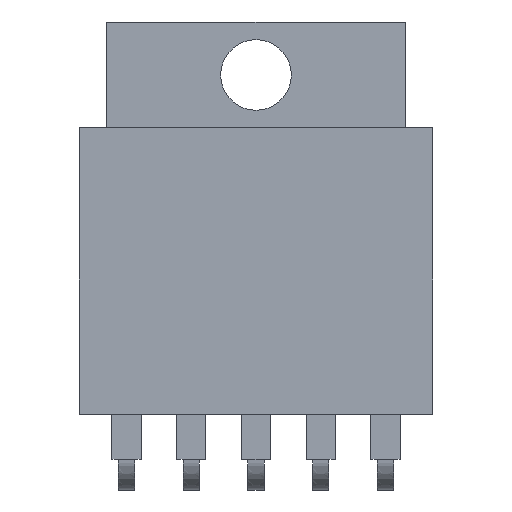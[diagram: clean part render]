
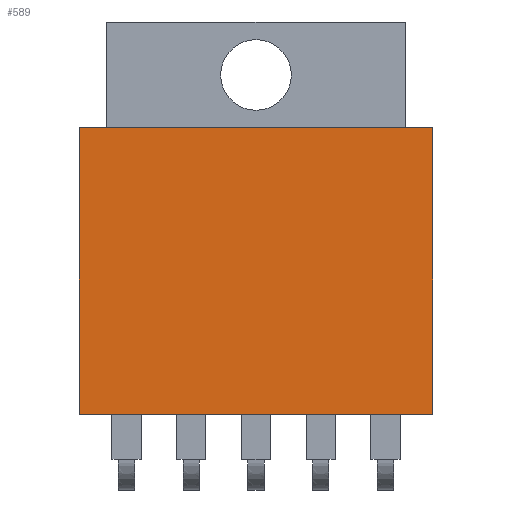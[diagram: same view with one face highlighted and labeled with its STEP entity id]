
A CAD part, top view. The second image highlights one B-rep face of the part: STEP entity #589.
In plain terms, the highlighted planar face has unit normal (0, 0, 1).
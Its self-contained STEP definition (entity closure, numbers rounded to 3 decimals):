
#589=ADVANCED_FACE('',(#1314),#1316,.T.);
#1314=FACE_BOUND('',#1315,.T.);
#1315=EDGE_LOOP('',(#1822,#1823,#1824,#1825));
#1316=PLANE('',#1317);
#1317=AXIS2_PLACEMENT_3D('',#1318,#1319,#1320);
#1318=CARTESIAN_POINT('',(0.,0.,3.45));
#1319=DIRECTION('',(0.,0.,1.));
#1320=DIRECTION('',(1.,0.,0.));
#1822=ORIENTED_EDGE('',*,*,#2093,.T.);
#1823=ORIENTED_EDGE('',*,*,#2094,.T.);
#1824=ORIENTED_EDGE('',*,*,#2095,.T.);
#1825=ORIENTED_EDGE('',*,*,#2074,.T.);
#2074=EDGE_CURVE('',#2374,#2372,#2375,.T.);
#2093=EDGE_CURVE('',#2372,#2404,#2406,.T.);
#2094=EDGE_CURVE('',#2404,#2407,#2408,.T.);
#2095=EDGE_CURVE('',#2407,#2374,#2409,.T.);
#2372=VERTEX_POINT('',#3010);
#2374=VERTEX_POINT('',#3014);
#2375=LINE('',#3015,#3016);
#2404=VERTEX_POINT('',#3080);
#2406=LINE('',#3084,#3085);
#2407=VERTEX_POINT('',#3087);
#2408=LINE('',#3088,#3089);
#2409=LINE('',#3091,#3092);
#3010=CARTESIAN_POINT('',(9.,-7.3,3.45));
#3014=CARTESIAN_POINT('',(-9.,-7.3,3.45));
#3015=CARTESIAN_POINT('',(-9.,-7.3,3.45));
#3016=VECTOR('',#3017,1.);
#3017=DIRECTION('',(1.,0.,0.));
#3080=CARTESIAN_POINT('',(9.,7.3,3.45));
#3084=CARTESIAN_POINT('',(9.,-7.3,3.45));
#3085=VECTOR('',#3086,1.);
#3086=DIRECTION('',(0.,1.,0.));
#3087=CARTESIAN_POINT('',(-9.,7.3,3.45));
#3088=CARTESIAN_POINT('',(9.,7.3,3.45));
#3089=VECTOR('',#3090,1.);
#3090=DIRECTION('',(-1.,0.,0.));
#3091=CARTESIAN_POINT('',(-9.,7.3,3.45));
#3092=VECTOR('',#3093,1.);
#3093=DIRECTION('',(0.,-1.,0.));
